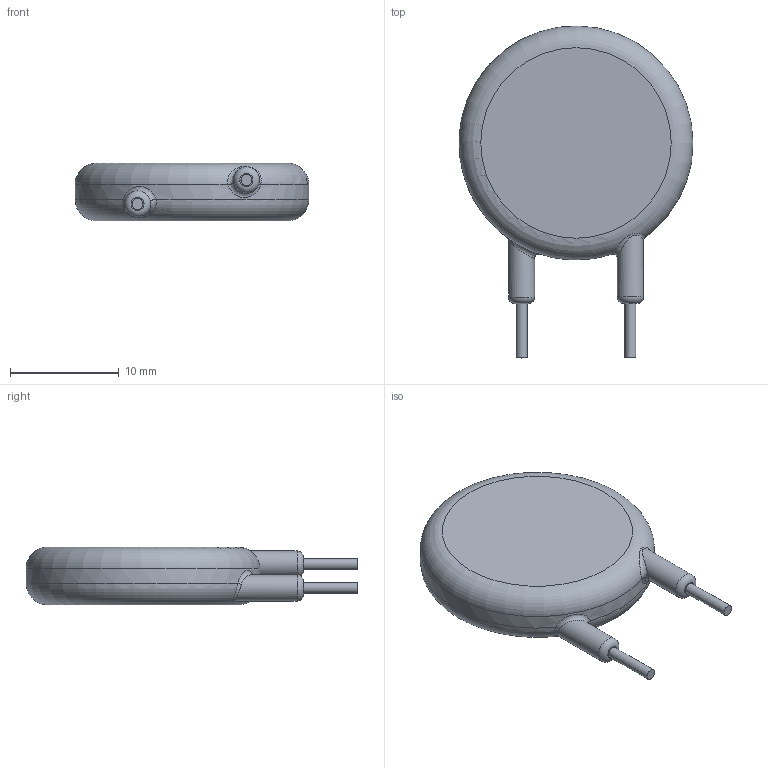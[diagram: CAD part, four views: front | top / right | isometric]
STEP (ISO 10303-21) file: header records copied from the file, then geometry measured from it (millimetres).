
FILE_DESCRIPTION( ( '' ), ' ' );
FILE_NAME( '5bbb28d3aefe4913643b05f6.step', '2018-10-08T09:55:17', ( '' ), ( '' ), ' ', ' ', ' ' );
FILE_SCHEMA( ( 'AUTOMOTIVE_DESIGN { 1 0 10303 214 1 1 1 1 }' ) );
Length unit declared in the file: metre
Products named in the file (1): 1
Bounding box: 21.5 x 30.5 x 5.3 mm (x, y, z)
Volume: 1869.4 mm3; surface area: 1071.5 mm2
Topology: 1 solids, 1 shells, 19 faces, 37 edges, 22 vertices
Faces by surface type: plane 6, cylinder 5, bspline 4, torus 4
Full cylindrical faces by diameter (mm): 1 x2, 2.4 x2, 21.5 x1
Entity records: 2442 total; most frequent: CARTESIAN_POINT 1966, DIRECTION 64, ORIENTED_EDGE 48, AXIS2_PLACEMENT_3D 32, EDGE_LOOP 30, FACE_OUTER_BOUND 28, EDGE_CURVE 24, STYLED_ITEM 19
